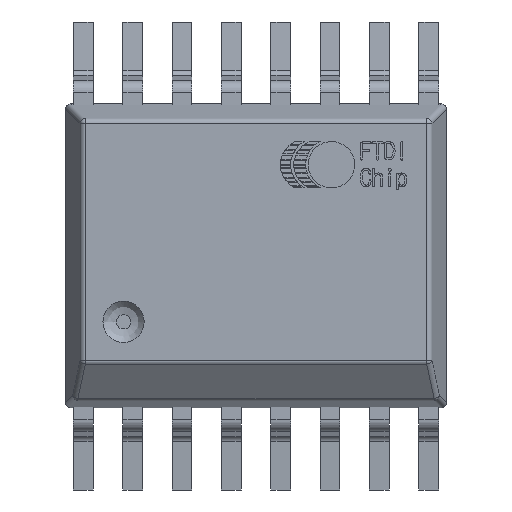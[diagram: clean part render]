
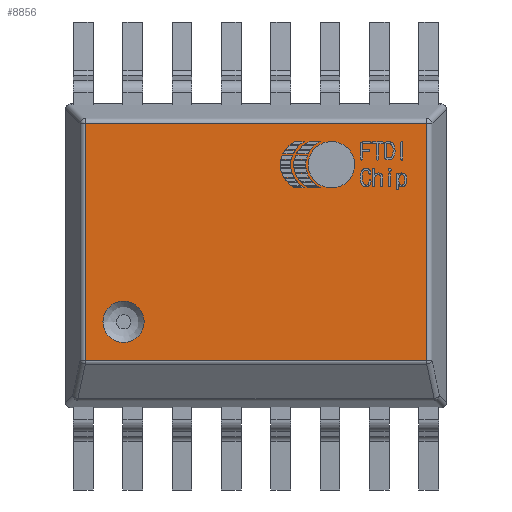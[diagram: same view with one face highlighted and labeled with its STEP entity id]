
A CAD part, top view. The second image highlights one B-rep face of the part: STEP entity #8856.
In plain terms, the highlighted planar face has unit normal (0, 0, 1).
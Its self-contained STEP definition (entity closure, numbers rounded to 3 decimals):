
#507=FACE_BOUND('',#3171,.T.);
#618=LINE('',#12332,#1422);
#620=LINE('',#12335,#1424);
#622=LINE('',#12338,#1426);
#626=LINE('',#12347,#1430);
#1422=VECTOR('',#10199,4.396);
#1424=VECTOR('',#10203,3.054);
#1426=VECTOR('',#10207,4.396);
#1430=VECTOR('',#10217,3.054);
#2329=PLANE('',#9495);
#2629=FACE_OUTER_BOUND('',#3170,.T.);
#3170=EDGE_LOOP('',(#6276,#6277,#6278,#6279));
#3171=EDGE_LOOP('',(#6280,#6281));
#3675=CIRCLE('',#9396,0.265);
#3676=CIRCLE('',#9397,0.265);
#3860=VERTEX_POINT('',#12198);
#3861=VERTEX_POINT('',#12199);
#3897=VERTEX_POINT('',#12294);
#3900=VERTEX_POINT('',#12301);
#3904=VERTEX_POINT('',#12309);
#3907=VERTEX_POINT('',#12319);
#4747=EDGE_CURVE('',#3860,#3861,#3675,.T.);
#4748=EDGE_CURVE('',#3861,#3860,#3676,.T.);
#4809=EDGE_CURVE('',#3900,#3907,#618,.T.);
#4811=EDGE_CURVE('',#3907,#3904,#620,.T.);
#4813=EDGE_CURVE('',#3904,#3897,#622,.T.);
#4818=EDGE_CURVE('',#3897,#3900,#626,.T.);
#6276=ORIENTED_EDGE('',*,*,#4809,.F.);
#6277=ORIENTED_EDGE('',*,*,#4818,.F.);
#6278=ORIENTED_EDGE('',*,*,#4813,.F.);
#6279=ORIENTED_EDGE('',*,*,#4811,.F.);
#6280=ORIENTED_EDGE('',*,*,#4747,.T.);
#6281=ORIENTED_EDGE('',*,*,#4748,.T.);
#8856=ADVANCED_FACE('',(#2629,#507),#2329,.T.);
#9396=AXIS2_PLACEMENT_3D('',#12200,#10054,#10055);
#9397=AXIS2_PLACEMENT_3D('',#12201,#10056,#10057);
#9495=AXIS2_PLACEMENT_3D('',#12418,#10305,#10306);
#10054=DIRECTION('center_axis',(0.,0.,-1.));
#10055=DIRECTION('ref_axis',(-1.,0.,0.));
#10056=DIRECTION('center_axis',(0.,0.,-1.));
#10057=DIRECTION('ref_axis',(-1.,0.,0.));
#10199=DIRECTION('',(1.,0.,0.));
#10203=DIRECTION('',(0.,-1.,0.));
#10207=DIRECTION('',(-1.,0.,0.));
#10217=DIRECTION('',(0.,1.,0.));
#10305=DIRECTION('center_axis',(0.,0.,1.));
#10306=DIRECTION('ref_axis',(1.,0.,0.));
#12198=CARTESIAN_POINT('',(-1.439,-0.85,1.575));
#12199=CARTESIAN_POINT('',(-1.97,-0.85,1.575));
#12200=CARTESIAN_POINT('Origin',(-1.705,-0.85,1.575));
#12201=CARTESIAN_POINT('Origin',(-1.705,-0.85,1.575));
#12294=CARTESIAN_POINT('',(-2.198,-1.351,1.575));
#12301=CARTESIAN_POINT('',(-2.198,1.703,1.575));
#12309=CARTESIAN_POINT('',(2.198,-1.351,1.575));
#12319=CARTESIAN_POINT('',(2.198,1.703,1.575));
#12332=CARTESIAN_POINT('',(0.613,1.703,1.575));
#12335=CARTESIAN_POINT('',(2.198,-0.489,1.575));
#12338=CARTESIAN_POINT('',(-0.306,-1.351,1.575));
#12347=CARTESIAN_POINT('',(-2.198,0.489,1.575));
#12418=CARTESIAN_POINT('Origin',(0.,0.,1.575));
